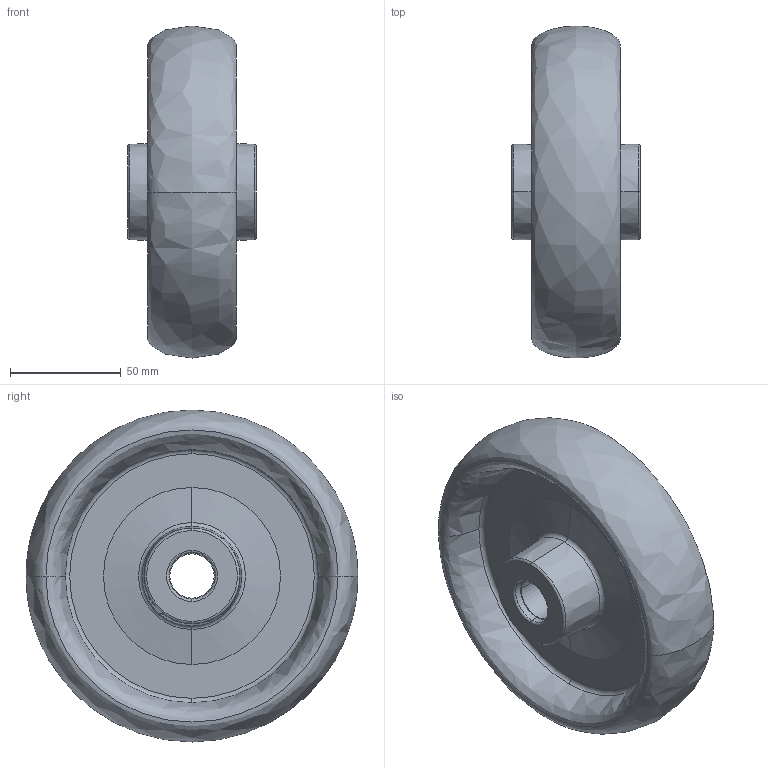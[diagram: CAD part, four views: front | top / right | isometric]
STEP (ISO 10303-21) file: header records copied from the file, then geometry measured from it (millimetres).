
FILE_DESCRIPTION (( 'STEP AP214' ), '1' );
FILE_NAME ('0033526_PALB-150-40-58-R20.STEP', '2017-06-09T10:44:39', ( '' ), ( '' ), 'SwSTEP 2.0', 'SolidWorks 2016', '' );
FILE_SCHEMA (( 'AUTOMOTIVE_DESIGN' ));
Length unit declared in the file: millimetre
Products named in the file (1): 0033526_PALB-150-40-58-R20
Bounding box: 58 x 149.99 x 150 mm (x, y, z)
Surface area: 68047.1 mm2 (no closed solid volume)
Topology: 0 solids, 3 shells, 132 faces, 458 edges, 312 vertices
Faces by surface type: plane 63, bspline 33, torus 20, cone 8, cylinder 8
Entity records: 7909 total; most frequent: CARTESIAN_POINT 2772, ORIENTED_EDGE 730, DIRECTION 664, EDGE_CURVE 458, VERTEX_POINT 312, VECTOR 292, LINE 292, AXIS2_PLACEMENT_3D 186
